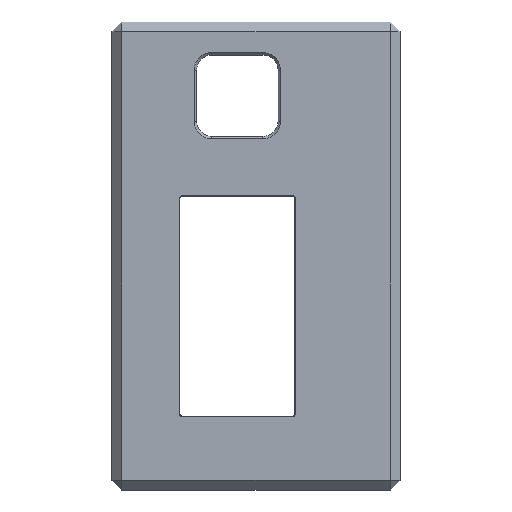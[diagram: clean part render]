
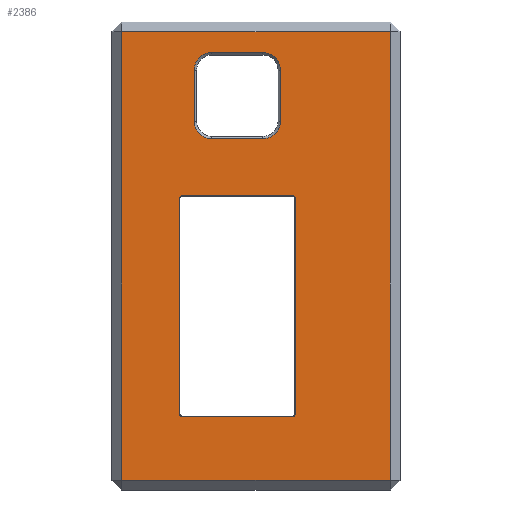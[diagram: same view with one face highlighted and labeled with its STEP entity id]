
A CAD part, top view. The second image highlights one B-rep face of the part: STEP entity #2386.
In plain terms, the highlighted planar face has unit normal (0, 0, 1).
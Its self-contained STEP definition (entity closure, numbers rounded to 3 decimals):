
#37=FACE_BOUND('',#229,.T.);
#38=FACE_BOUND('',#230,.T.);
#47=CIRCLE('',#2540,0.3);
#48=CIRCLE('',#2541,0.3);
#49=CIRCLE('',#2542,0.3);
#50=CIRCLE('',#2543,0.3);
#51=CIRCLE('',#2544,1.83);
#52=CIRCLE('',#2545,1.83);
#53=CIRCLE('',#2546,1.83);
#54=CIRCLE('',#2547,1.83);
#92=FACE_OUTER_BOUND('',#228,.T.);
#228=EDGE_LOOP('',(#1669,#1670,#1671,#1672));
#229=EDGE_LOOP('',(#1673,#1674,#1675,#1676,#1677,#1678,#1679,#1680));
#230=EDGE_LOOP('',(#1681,#1682,#1683,#1684,#1685,#1686,#1687,#1688));
#394=LINE('',#3428,#716);
#402=LINE('',#3445,#724);
#404=LINE('',#3448,#726);
#409=LINE('',#3457,#731);
#421=LINE('',#3483,#743);
#422=LINE('',#3487,#744);
#423=LINE('',#3491,#745);
#424=LINE('',#3495,#746);
#425=LINE('',#3499,#747);
#426=LINE('',#3503,#748);
#427=LINE('',#3507,#749);
#428=LINE('',#3511,#750);
#716=VECTOR('',#2760,10.);
#724=VECTOR('',#2774,10.);
#726=VECTOR('',#2778,10.);
#731=VECTOR('',#2787,10.);
#743=VECTOR('',#2811,10.);
#744=VECTOR('',#2814,10.);
#745=VECTOR('',#2817,10.);
#746=VECTOR('',#2820,10.);
#747=VECTOR('',#2823,10.);
#748=VECTOR('',#2826,10.);
#749=VECTOR('',#2829,10.);
#750=VECTOR('',#2832,10.);
#1027=VERTEX_POINT('',#3416);
#1030=VERTEX_POINT('',#3423);
#1033=VERTEX_POINT('',#3433);
#1036=VERTEX_POINT('',#3440);
#1045=VERTEX_POINT('',#3481);
#1046=VERTEX_POINT('',#3482);
#1047=VERTEX_POINT('',#3484);
#1048=VERTEX_POINT('',#3486);
#1049=VERTEX_POINT('',#3488);
#1050=VERTEX_POINT('',#3490);
#1051=VERTEX_POINT('',#3492);
#1052=VERTEX_POINT('',#3494);
#1053=VERTEX_POINT('',#3497);
#1054=VERTEX_POINT('',#3498);
#1055=VERTEX_POINT('',#3500);
#1056=VERTEX_POINT('',#3502);
#1057=VERTEX_POINT('',#3504);
#1058=VERTEX_POINT('',#3506);
#1059=VERTEX_POINT('',#3508);
#1060=VERTEX_POINT('',#3510);
#1260=EDGE_CURVE('',#1027,#1030,#394,.T.);
#1268=EDGE_CURVE('',#1030,#1036,#402,.T.);
#1270=EDGE_CURVE('',#1036,#1033,#404,.T.);
#1275=EDGE_CURVE('',#1033,#1027,#409,.T.);
#1287=EDGE_CURVE('',#1045,#1046,#421,.T.);
#1288=EDGE_CURVE('',#1047,#1045,#47,.T.);
#1289=EDGE_CURVE('',#1048,#1047,#422,.T.);
#1290=EDGE_CURVE('',#1049,#1048,#48,.T.);
#1291=EDGE_CURVE('',#1050,#1049,#423,.T.);
#1292=EDGE_CURVE('',#1051,#1050,#49,.T.);
#1293=EDGE_CURVE('',#1052,#1051,#424,.T.);
#1294=EDGE_CURVE('',#1046,#1052,#50,.T.);
#1295=EDGE_CURVE('',#1053,#1054,#425,.T.);
#1296=EDGE_CURVE('',#1055,#1053,#51,.T.);
#1297=EDGE_CURVE('',#1056,#1055,#426,.T.);
#1298=EDGE_CURVE('',#1057,#1056,#52,.T.);
#1299=EDGE_CURVE('',#1058,#1057,#427,.T.);
#1300=EDGE_CURVE('',#1059,#1058,#53,.T.);
#1301=EDGE_CURVE('',#1060,#1059,#428,.T.);
#1302=EDGE_CURVE('',#1054,#1060,#54,.T.);
#1669=ORIENTED_EDGE('',*,*,#1260,.F.);
#1670=ORIENTED_EDGE('',*,*,#1275,.F.);
#1671=ORIENTED_EDGE('',*,*,#1270,.F.);
#1672=ORIENTED_EDGE('',*,*,#1268,.F.);
#1673=ORIENTED_EDGE('',*,*,#1287,.F.);
#1674=ORIENTED_EDGE('',*,*,#1288,.F.);
#1675=ORIENTED_EDGE('',*,*,#1289,.F.);
#1676=ORIENTED_EDGE('',*,*,#1290,.F.);
#1677=ORIENTED_EDGE('',*,*,#1291,.F.);
#1678=ORIENTED_EDGE('',*,*,#1292,.F.);
#1679=ORIENTED_EDGE('',*,*,#1293,.F.);
#1680=ORIENTED_EDGE('',*,*,#1294,.F.);
#1681=ORIENTED_EDGE('',*,*,#1295,.F.);
#1682=ORIENTED_EDGE('',*,*,#1296,.F.);
#1683=ORIENTED_EDGE('',*,*,#1297,.F.);
#1684=ORIENTED_EDGE('',*,*,#1298,.F.);
#1685=ORIENTED_EDGE('',*,*,#1299,.F.);
#1686=ORIENTED_EDGE('',*,*,#1300,.F.);
#1687=ORIENTED_EDGE('',*,*,#1301,.F.);
#1688=ORIENTED_EDGE('',*,*,#1302,.F.);
#2268=PLANE('',#2539);
#2386=ADVANCED_FACE('',(#92,#37,#38),#2268,.T.);
#2539=AXIS2_PLACEMENT_3D('',#3480,#2809,#2810);
#2540=AXIS2_PLACEMENT_3D('',#3485,#2812,#2813);
#2541=AXIS2_PLACEMENT_3D('',#3489,#2815,#2816);
#2542=AXIS2_PLACEMENT_3D('',#3493,#2818,#2819);
#2543=AXIS2_PLACEMENT_3D('',#3496,#2821,#2822);
#2544=AXIS2_PLACEMENT_3D('',#3501,#2824,#2825);
#2545=AXIS2_PLACEMENT_3D('',#3505,#2827,#2828);
#2546=AXIS2_PLACEMENT_3D('',#3509,#2830,#2831);
#2547=AXIS2_PLACEMENT_3D('',#3512,#2833,#2834);
#2760=DIRECTION('',(0.,-1.,0.));
#2774=DIRECTION('',(-1.,0.,0.));
#2778=DIRECTION('',(0.,1.,0.));
#2787=DIRECTION('',(1.,0.,0.));
#2809=DIRECTION('center_axis',(0.,0.,1.));
#2810=DIRECTION('ref_axis',(1.,0.,0.));
#2811=DIRECTION('',(0.,-1.,0.));
#2812=DIRECTION('center_axis',(0.,0.,1.));
#2813=DIRECTION('ref_axis',(0.,1.,0.));
#2814=DIRECTION('',(-1.,0.,0.));
#2815=DIRECTION('center_axis',(0.,0.,1.));
#2816=DIRECTION('ref_axis',(1.,0.,0.));
#2817=DIRECTION('',(0.,1.,0.));
#2818=DIRECTION('center_axis',(0.,0.,1.));
#2819=DIRECTION('ref_axis',(0.,-1.,0.));
#2820=DIRECTION('',(1.,0.,0.));
#2821=DIRECTION('center_axis',(0.,0.,1.));
#2822=DIRECTION('ref_axis',(-1.,0.,0.));
#2823=DIRECTION('',(0.,1.,0.));
#2824=DIRECTION('center_axis',(0.,0.,1.));
#2825=DIRECTION('ref_axis',(0.,-1.,0.));
#2826=DIRECTION('',(1.,0.,0.));
#2827=DIRECTION('center_axis',(0.,0.,1.));
#2828=DIRECTION('ref_axis',(-1.,0.,0.));
#2829=DIRECTION('',(0.,-1.,0.));
#2830=DIRECTION('center_axis',(0.,0.,1.));
#2831=DIRECTION('ref_axis',(0.,1.,0.));
#2832=DIRECTION('',(-1.,0.,0.));
#2833=DIRECTION('center_axis',(0.,0.,1.));
#2834=DIRECTION('ref_axis',(1.,0.,0.));
#3416=CARTESIAN_POINT('',(16.,35.1,4.77));
#3423=CARTESIAN_POINT('',(16.,-11.8,4.77));
#3428=CARTESIAN_POINT('',(16.,-0.575,4.77));
#3433=CARTESIAN_POINT('',(-12.1,35.1,4.77));
#3440=CARTESIAN_POINT('',(-12.1,-11.8,4.77));
#3445=CARTESIAN_POINT('',(2.3,-11.8,4.77));
#3448=CARTESIAN_POINT('',(-12.1,23.875,4.77));
#3457=CARTESIAN_POINT('',(5.1,35.1,4.77));
#3480=CARTESIAN_POINT('Origin',(0.,11.65,
4.77));
#3481=CARTESIAN_POINT('',(-6.05,17.65,4.77));
#3482=CARTESIAN_POINT('',(-6.05,-4.85,4.77));
#3483=CARTESIAN_POINT('',(-6.05,3.4,4.77));
#3484=CARTESIAN_POINT('',(-5.75,17.95,4.77));
#3485=CARTESIAN_POINT('Origin',(-5.75,17.65,4.77));
#3486=CARTESIAN_POINT('',(5.75,17.95,4.77));
#3487=CARTESIAN_POINT('',(-2.875,17.95,4.77));
#3488=CARTESIAN_POINT('',(6.05,17.65,4.77));
#3489=CARTESIAN_POINT('Origin',(5.75,17.65,4.77));
#3490=CARTESIAN_POINT('',(6.05,-4.85,4.77));
#3491=CARTESIAN_POINT('',(6.05,14.65,4.77));
#3492=CARTESIAN_POINT('',(5.75,-5.15,4.77));
#3493=CARTESIAN_POINT('Origin',(5.75,-4.85,4.77));
#3494=CARTESIAN_POINT('',(-5.75,-5.15,4.77));
#3495=CARTESIAN_POINT('',(2.875,-5.15,4.77));
#3496=CARTESIAN_POINT('Origin',(-5.75,-4.85,4.77));
#3497=CARTESIAN_POINT('',(4.5,25.73,4.77));
#3498=CARTESIAN_POINT('',(4.5,31.07,4.77));
#3499=CARTESIAN_POINT('',(4.5,21.36,4.77));
#3500=CARTESIAN_POINT('',(2.67,23.9,4.77));
#3501=CARTESIAN_POINT('Origin',(2.67,25.73,4.77));
#3502=CARTESIAN_POINT('',(-2.67,23.9,4.77));
#3503=CARTESIAN_POINT('',(1.335,23.9,4.77));
#3504=CARTESIAN_POINT('',(-4.5,25.73,4.77));
#3505=CARTESIAN_POINT('Origin',(-2.67,25.73,4.77));
#3506=CARTESIAN_POINT('',(-4.5,31.07,4.77));
#3507=CARTESIAN_POINT('',(-4.5,18.69,4.77));
#3508=CARTESIAN_POINT('',(-2.67,32.9,4.77));
#3509=CARTESIAN_POINT('Origin',(-2.67,31.07,4.77));
#3510=CARTESIAN_POINT('',(2.67,32.9,4.77));
#3511=CARTESIAN_POINT('',(-1.335,32.9,4.77));
#3512=CARTESIAN_POINT('Origin',(2.67,31.07,4.77));
